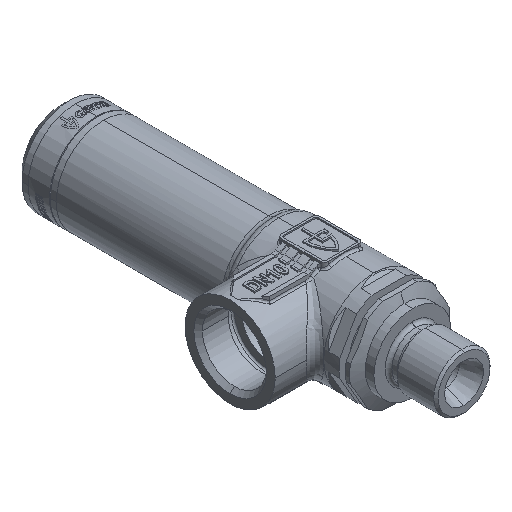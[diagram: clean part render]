
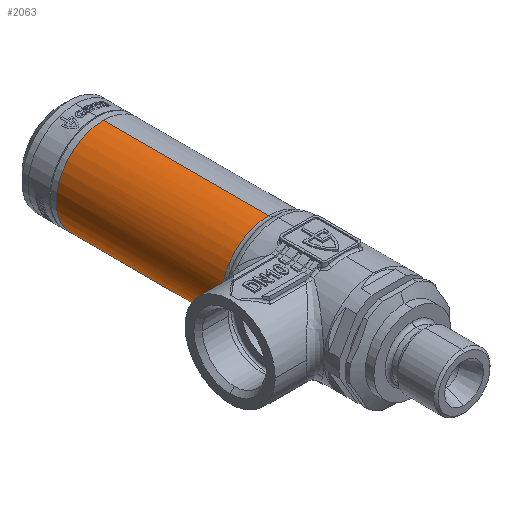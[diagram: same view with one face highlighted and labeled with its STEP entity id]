
A CAD part, isometric view. The second image highlights one B-rep face of the part: STEP entity #2063.
In plain terms, the highlighted cylindrical face has radius 11 mm (diameter 22 mm), a partial arc.
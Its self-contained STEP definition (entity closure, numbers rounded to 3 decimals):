
#125 = ORIENTED_EDGE ( 'NONE', *, *, #3792, .F. ) ;
#385 = VERTEX_POINT ( 'NONE', #565 ) ;
#565 = CARTESIAN_POINT ( 'NONE',  ( 0., 84., -11. ) ) ;
#1299 = FACE_OUTER_BOUND ( 'NONE', #31790, .T. ) ;
#1700 = EDGE_CURVE ( 'NONE', #29592, #4107, #10579, .T. ) ;
#1989 = VECTOR ( 'NONE', #4376, 1000. ) ;
#2063 = ADVANCED_FACE ( 'NONE', ( #1299 ), #20541, .T. ) ;
#2215 = CARTESIAN_POINT ( 'NONE',  ( 0., 84., 0. ) ) ;
#2504 = ORIENTED_EDGE ( 'NONE', *, *, #5014, .T. ) ;
#3326 = ORIENTED_EDGE ( 'NONE', *, *, #36281, .F. ) ;
#3792 = EDGE_CURVE ( 'NONE', #34824, #29369, #17244, .T. ) ;
#4107 = VERTEX_POINT ( 'NONE', #6733 ) ;
#4132 = AXIS2_PLACEMENT_3D ( 'NONE', #8500, #28534, #11406 ) ;
#4376 = DIRECTION ( 'NONE',  ( 0., -1., 0. ) ) ;
#5014 = EDGE_CURVE ( 'NONE', #4107, #29369, #17948, .T. ) ;
#5347 = CARTESIAN_POINT ( 'NONE',  ( 0., 84., -11. ) ) ;
#5410 = CARTESIAN_POINT ( 'NONE',  ( 0., 45.52, -11. ) ) ;
#5418 = CARTESIAN_POINT ( 'NONE',  ( 0., 84., 11. ) ) ;
#5796 = AXIS2_PLACEMENT_3D ( 'NONE', #14912, #34875, #17784 ) ;
#6545 = CARTESIAN_POINT ( 'NONE',  ( -10.958, 45.949, -0.99 ) ) ;
#6733 = CARTESIAN_POINT ( 'NONE',  ( -10.61, 45.52, 2.903 ) ) ;
#8217 = DIRECTION ( 'NONE',  ( 0., -1., 0. ) ) ;
#8500 = CARTESIAN_POINT ( 'NONE',  ( 0., 45.52, 0. ) ) ;
#9398 = ORIENTED_EDGE ( 'NONE', *, *, #1700, .T. ) ;
#9406 = CARTESIAN_POINT ( 'NONE',  ( -11., 46., -0.249 ) ) ;
#9410 = VECTOR ( 'NONE', #8217, 1000. ) ;
#9543 = CIRCLE ( 'NONE', #5796, 11. ) ;
#10579 = B_SPLINE_CURVE_WITH_KNOTS ( 'NONE', 3,
 ( #20747, #17895, #34995, #23602, #6545, #26518, #9406, #29397, #12264, #32239, #15151, #35126 ),
 .UNSPECIFIED., .F., .F.,
 ( 4, 2, 2, 2, 2, 4 ),
 ( 0., 0.001, 0.002, 0.003, 0.004, 0.006 ),
 .UNSPECIFIED. ) ;
#11406 = DIRECTION ( 'NONE',  ( 0., 0., -1. ) ) ;
#11423 = VERTEX_POINT ( 'NONE', #5410 ) ;
#12264 = CARTESIAN_POINT ( 'NONE',  ( -10.967, 45.959, 0.988 ) ) ;
#13027 = CARTESIAN_POINT ( 'NONE',  ( 0., 84., 11. ) ) ;
#13656 = DIRECTION ( 'NONE',  ( 0., -1., 0. ) ) ;
#13789 = DIRECTION ( 'NONE',  ( 0., 0., -1. ) ) ;
#14912 = CARTESIAN_POINT ( 'NONE',  ( 0., 84., 0. ) ) ;
#14986 = AXIS2_PLACEMENT_3D ( 'NONE', #2215, #13656, #13789 ) ;
#15151 = CARTESIAN_POINT ( 'NONE',  ( -10.736, 45.675, 2.444 ) ) ;
#16976 = DIRECTION ( 'NONE',  ( 0., 1., 0. ) ) ;
#17004 = LINE ( 'NONE', #5347, #9410 ) ;
#17244 = LINE ( 'NONE', #13027, #1989 ) ;
#17784 = DIRECTION ( 'NONE',  ( 0., 0., 1. ) ) ;
#17895 = CARTESIAN_POINT ( 'NONE',  ( -10.736, 45.675, -2.444 ) ) ;
#17948 = CIRCLE ( 'NONE', #4132, 11. ) ;
#19313 = CIRCLE ( 'NONE', #21539, 11. ) ;
#20087 = EDGE_CURVE ( 'NONE', #385, #11423, #17004, .T. ) ;
#20541 = CYLINDRICAL_SURFACE ( 'NONE', #14986, 11. ) ;
#20747 = CARTESIAN_POINT ( 'NONE',  ( -10.61, 45.52, -2.903 ) ) ;
#21539 = AXIS2_PLACEMENT_3D ( 'NONE', #34058, #16976, #36942 ) ;
#22023 = CARTESIAN_POINT ( 'NONE',  ( 0., 45.52, 11. ) ) ;
#23602 = CARTESIAN_POINT ( 'NONE',  ( -10.933, 45.917, -1.238 ) ) ;
#25045 = EDGE_CURVE ( 'NONE', #11423, #29592, #19313, .T. ) ;
#26518 = CARTESIAN_POINT ( 'NONE',  ( -10.992, 45.99, -0.496 ) ) ;
#28534 = DIRECTION ( 'NONE',  ( 0., 1., 0. ) ) ;
#29264 = CARTESIAN_POINT ( 'NONE',  ( -10.61, 45.52, -2.903 ) ) ;
#29369 = VERTEX_POINT ( 'NONE', #22023 ) ;
#29397 = CARTESIAN_POINT ( 'NONE',  ( -11., 46., 0.491 ) ) ;
#29592 = VERTEX_POINT ( 'NONE', #29264 ) ;
#31790 = EDGE_LOOP ( 'NONE', ( #125, #3326, #31960, #33816, #9398, #2504 ) ) ;
#31960 = ORIENTED_EDGE ( 'NONE', *, *, #20087, .T. ) ;
#32239 = CARTESIAN_POINT ( 'NONE',  ( -10.834, 45.796, 1.968 ) ) ;
#33816 = ORIENTED_EDGE ( 'NONE', *, *, #25045, .T. ) ;
#34058 = CARTESIAN_POINT ( 'NONE',  ( 0., 45.52, 0. ) ) ;
#34824 = VERTEX_POINT ( 'NONE', #5418 ) ;
#34875 = DIRECTION ( 'NONE',  ( 0., 1., 0. ) ) ;
#34995 = CARTESIAN_POINT ( 'NONE',  ( -10.833, 45.795, -1.97 ) ) ;
#35126 = CARTESIAN_POINT ( 'NONE',  ( -10.61, 45.52, 2.903 ) ) ;
#36281 = EDGE_CURVE ( 'NONE', #385, #34824, #9543, .T. ) ;
#36942 = DIRECTION ( 'NONE',  ( 0., 0., -1. ) ) ;
